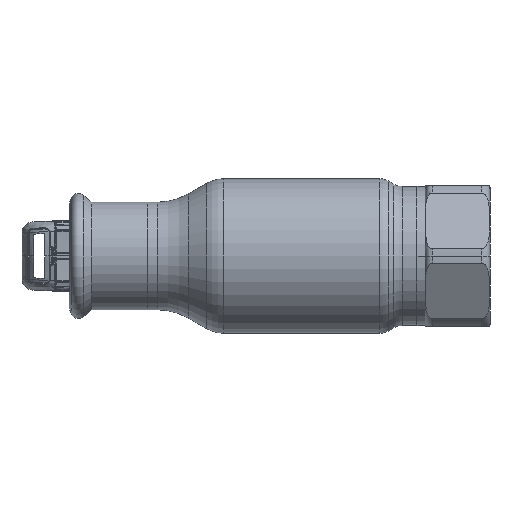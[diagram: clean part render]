
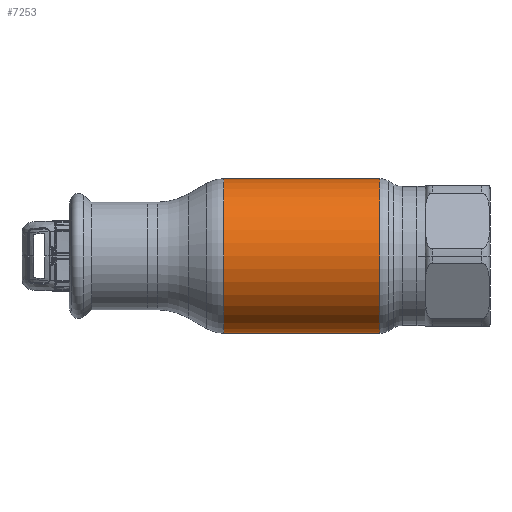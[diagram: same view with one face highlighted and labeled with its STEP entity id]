
A CAD part, front view. The second image highlights one B-rep face of the part: STEP entity #7253.
In plain terms, the highlighted cylindrical face has radius 27.5 mm (diameter 55 mm), a partial arc.
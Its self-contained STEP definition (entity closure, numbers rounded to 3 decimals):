
#1464 = AXIS2_PLACEMENT_3D ( 'NONE', #51582, #27570, #9148 ) ;
#2809 = VECTOR ( 'NONE', #14089, 1000. ) ;
#6490 = EDGE_CURVE ( 'NONE', #47804, #39013, #35046, .T. ) ;
#7253 = ADVANCED_FACE ( 'NONE', ( #60664 ), #36410, .T. ) ;
#8388 = ORIENTED_EDGE ( 'NONE', *, *, #25475, .T. ) ;
#9148 = DIRECTION ( 'NONE',  ( 0., 0., 1. ) ) ;
#10974 = ORIENTED_EDGE ( 'NONE', *, *, #46317, .F. ) ;
#11398 = DIRECTION ( 'NONE',  ( -1., 0., 0. ) ) ;
#11881 = CIRCLE ( 'NONE', #25062, 27.5 ) ;
#13202 = ORIENTED_EDGE ( 'NONE', *, *, #19913, .F. ) ;
#14089 = DIRECTION ( 'NONE',  ( -1., 0., 0. ) ) ;
#15665 = CARTESIAN_POINT ( 'NONE',  ( 27.785, 0., -27.5 ) ) ;
#17490 = CARTESIAN_POINT ( 'NONE',  ( 27.785, 0., 27.5 ) ) ;
#18198 = LINE ( 'NONE', #55780, #2809 ) ;
#18367 = DIRECTION ( 'NONE',  ( 0., 0., 1. ) ) ;
#19913 = EDGE_CURVE ( 'NONE', #31915, #37349, #18198, .T. ) ;
#24726 = AXIS2_PLACEMENT_3D ( 'NONE', #60077, #32316, #18367 ) ;
#25062 = AXIS2_PLACEMENT_3D ( 'NONE', #43884, #11398, #39094 ) ;
#25475 = EDGE_CURVE ( 'NONE', #31915, #47804, #11881, .T. ) ;
#27570 = DIRECTION ( 'NONE',  ( -1., 0., 0. ) ) ;
#31667 = ORIENTED_EDGE ( 'NONE', *, *, #6490, .T. ) ;
#31915 = VERTEX_POINT ( 'NONE', #15665 ) ;
#32316 = DIRECTION ( 'NONE',  ( -1., 0., 0. ) ) ;
#35046 = LINE ( 'NONE', #35751, #58587 ) ;
#35751 = CARTESIAN_POINT ( 'NONE',  ( -62.69, 0., 27.5 ) ) ;
#36410 = CYLINDRICAL_SURFACE ( 'NONE', #1464, 27.5 ) ;
#36729 = CIRCLE ( 'NONE', #24726, 27.5 ) ;
#37349 = VERTEX_POINT ( 'NONE', #37463 ) ;
#37463 = CARTESIAN_POINT ( 'NONE',  ( -27.785, 0., -27.5 ) ) ;
#39013 = VERTEX_POINT ( 'NONE', #52464 ) ;
#39094 = DIRECTION ( 'NONE',  ( 0., 0., 1. ) ) ;
#43884 = CARTESIAN_POINT ( 'NONE',  ( 27.785, 0., 0. ) ) ;
#46317 = EDGE_CURVE ( 'NONE', #37349, #39013, #36729, .T. ) ;
#47804 = VERTEX_POINT ( 'NONE', #17490 ) ;
#51582 = CARTESIAN_POINT ( 'NONE',  ( -62.69, 0., 0. ) ) ;
#52464 = CARTESIAN_POINT ( 'NONE',  ( -27.785, 0., 27.5 ) ) ;
#55780 = CARTESIAN_POINT ( 'NONE',  ( -62.69, 0., -27.5 ) ) ;
#56885 = EDGE_LOOP ( 'NONE', ( #13202, #8388, #31667, #10974 ) ) ;
#58587 = VECTOR ( 'NONE', #58815, 1000. ) ;
#58815 = DIRECTION ( 'NONE',  ( -1., 0., 0. ) ) ;
#60077 = CARTESIAN_POINT ( 'NONE',  ( -27.785, 0., 0. ) ) ;
#60664 = FACE_OUTER_BOUND ( 'NONE', #56885, .T. ) ;
